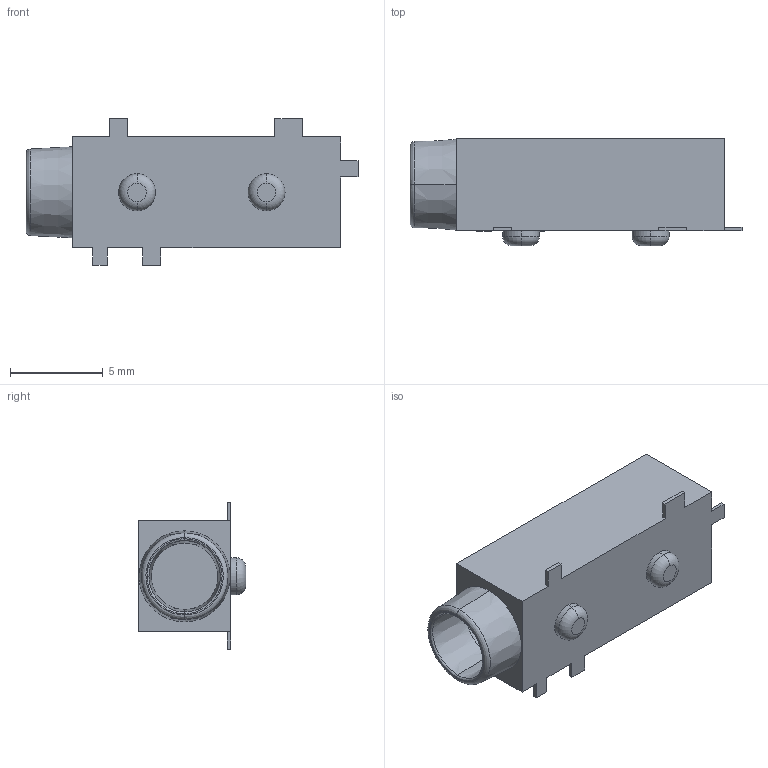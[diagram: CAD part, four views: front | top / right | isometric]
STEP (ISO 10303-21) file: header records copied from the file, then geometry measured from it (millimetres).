
FILE_DESCRIPTION (( 'STEP AP214' ), '1' );
FILE_NAME ('JackJP328.STEP', '2020-02-26T10:57:20', ( '' ), ( '' ), 'SwSTEP 2.0', 'SolidWorks 2019', '' );
FILE_SCHEMA (( 'AUTOMOTIVE_DESIGN' ));
Length unit declared in the file: millimetre
Products named in the file (1): JackJP328
Bounding box: 17.95 x 5.8 x 7.91 mm (x, y, z)
Volume: 350.5 mm3; surface area: 578.7 mm2
Topology: 1 solids, 1 shells, 48 faces, 116 edges, 74 vertices
Faces by surface type: plane 30, cylinder 6, bspline 4, torus 4, cone 4
Entity records: 2465 total; most frequent: CARTESIAN_POINT 821, ORIENTED_EDGE 232, DIRECTION 212, EDGE_CURVE 116, VECTOR 82, LINE 82, VERTEX_POINT 74, AXIS2_PLACEMENT_3D 65
